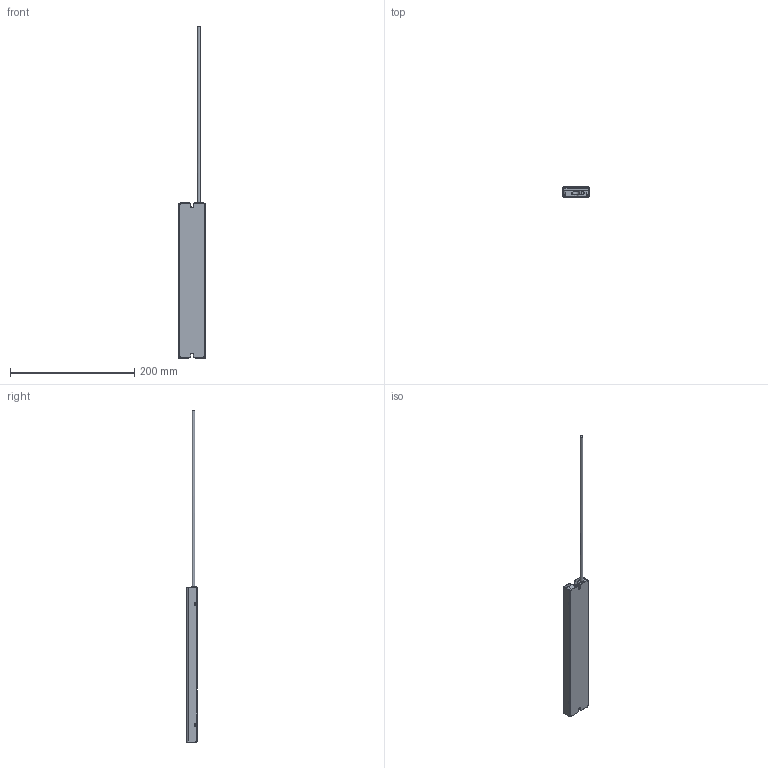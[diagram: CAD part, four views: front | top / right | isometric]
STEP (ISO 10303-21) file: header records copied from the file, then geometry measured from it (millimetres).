
FILE_DESCRIPTION(/* description */ ('DISO X XXX'),/* implementation_level */ '2;1');
FILE_NAME(/* name */ 'MB-NP-250-K.stp',/* time_stamp */ '2016-09-23T07:27:35+02:00',/* author */ ('lsa'),/* organization */ ('di-soric GmbH & Co. KG'),/* preprocessor_version */ 'ST-DEVELOPER v16.1',/* originating_system */ 'Autodesk Inventor 2016',/* authorisation */ '');
FILE_SCHEMA (('AUTOMOTIVE_DESIGN { 1 0 10303 214 3 1 1 }'));
Length unit declared in the file: millimetre
Products named in the file (1): Bauteil1
Bounding box: 42.25 x 16.2 x 535 mm (x, y, z)
Volume: 145795.6 mm3; surface area: 63852 mm2
Topology: 1 solids, 2 shells, 243 faces, 635 edges, 396 vertices
Faces by surface type: plane 165, cylinder 57, cone 21
Full cylindrical faces by diameter (mm): 4.3 x1, 4.5 x1
Entity records: 7594 total; most frequent: CARTESIAN_POINT 1372, ORIENTED_EDGE 1262, DIRECTION 1249, EDGE_CURVE 631, LINE 483, VECTOR 483, VERTEX_POINT 395, AXIS2_PLACEMENT_3D 383
